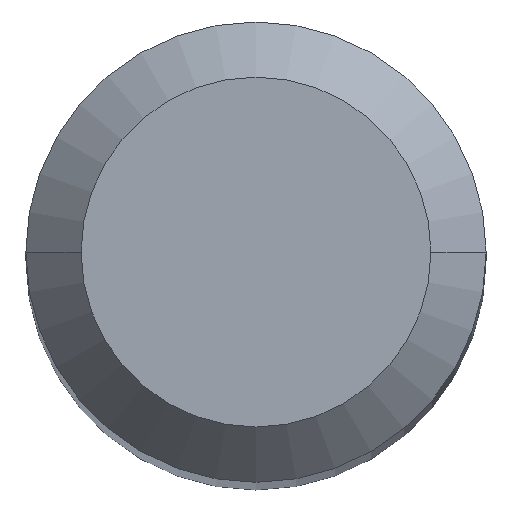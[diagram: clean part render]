
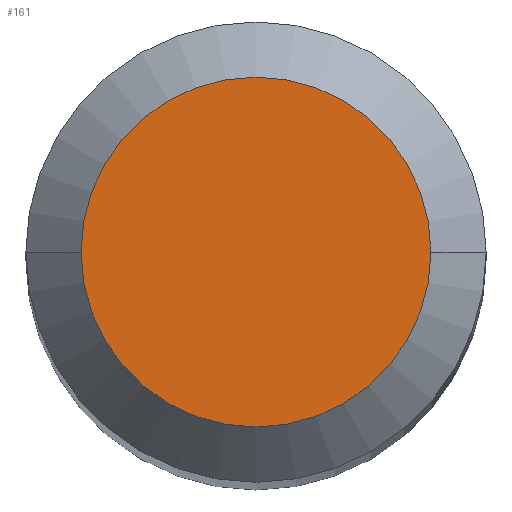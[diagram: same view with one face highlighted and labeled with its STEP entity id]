
A CAD part, top view. The second image highlights one B-rep face of the part: STEP entity #161.
In plain terms, the highlighted planar face has unit normal (0, 0, 1).
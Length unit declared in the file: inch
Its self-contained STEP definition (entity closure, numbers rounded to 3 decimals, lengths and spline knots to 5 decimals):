
#30 = FACE_OUTER_BOUND ( 'NONE', #196, .T. ) ;
#39 = VERTEX_POINT ( 'NONE', #93 ) ;
#53 = EDGE_CURVE ( 'NONE', #265, #39, #257, .T. ) ;
#80 = DIRECTION ( 'NONE',  ( 0., 0., 1. ) ) ;
#93 = CARTESIAN_POINT ( 'NONE',  ( -0.0475, 0., 0. ) ) ;
#110 = DIRECTION ( 'NONE',  ( 1., 0., 0. ) ) ;
#143 = PLANE ( 'NONE',  #450 ) ;
#161 = ADVANCED_FACE ( 'NONE', ( #30 ), #143, .F. ) ;
#196 = EDGE_LOOP ( 'NONE', ( #431, #503 ) ) ;
#223 = DIRECTION ( 'NONE',  ( 0., 0., -1. ) ) ;
#246 = AXIS2_PLACEMENT_3D ( 'NONE', #252, #409, #488 ) ;
#248 = CIRCLE ( 'NONE', #358, 0.0475 ) ;
#252 = CARTESIAN_POINT ( 'NONE',  ( 0., 0., 0. ) ) ;
#257 = CIRCLE ( 'NONE', #246, 0.0475 ) ;
#258 = CARTESIAN_POINT ( 'NONE',  ( 0.0475, 0., 0. ) ) ;
#265 = VERTEX_POINT ( 'NONE', #258 ) ;
#358 = AXIS2_PLACEMENT_3D ( 'NONE', #476, #80, #110 ) ;
#383 = DIRECTION ( 'NONE',  ( -1., 0., 0. ) ) ;
#409 = DIRECTION ( 'NONE',  ( 0., 0., 1. ) ) ;
#431 = ORIENTED_EDGE ( 'NONE', *, *, #470, .T. ) ;
#450 = AXIS2_PLACEMENT_3D ( 'NONE', #500, #223, #383 ) ;
#470 = EDGE_CURVE ( 'NONE', #39, #265, #248, .T. ) ;
#476 = CARTESIAN_POINT ( 'NONE',  ( 0., 0., 0. ) ) ;
#488 = DIRECTION ( 'NONE',  ( 1., 0., 0. ) ) ;
#500 = CARTESIAN_POINT ( 'NONE',  ( 0., 0.0475, 0. ) ) ;
#503 = ORIENTED_EDGE ( 'NONE', *, *, #53, .T. ) ;
